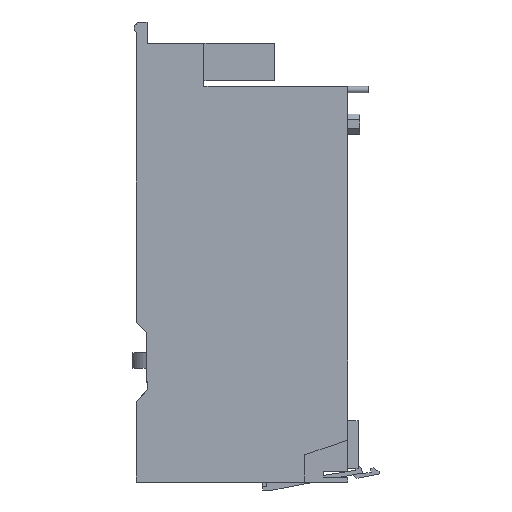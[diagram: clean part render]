
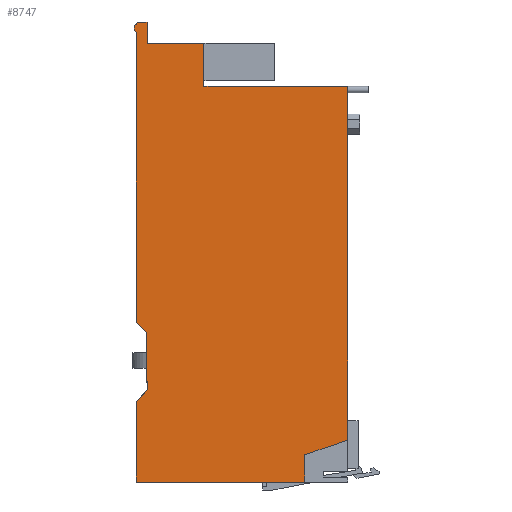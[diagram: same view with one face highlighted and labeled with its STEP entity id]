
A CAD part, left-side view. The second image highlights one B-rep face of the part: STEP entity #8747.
In plain terms, the highlighted planar face has unit normal (-1, 0, 0).
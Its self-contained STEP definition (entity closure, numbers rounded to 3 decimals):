
#74 = EDGE_CURVE ( 'NONE', #5843, #7787, #4047, .T. ) ;
#161 = ORIENTED_EDGE ( 'NONE', *, *, #8997, .F. ) ;
#468 = PLANE ( 'NONE',  #3029 ) ;
#702 = VERTEX_POINT ( 'NONE', #8041 ) ;
#745 = EDGE_CURVE ( 'NONE', #3006, #5678, #5154, .T. ) ;
#780 = VECTOR ( 'NONE', #5287, 1000. ) ;
#951 = EDGE_CURVE ( 'NONE', #8692, #5783, #2273, .T. ) ;
#1369 = VECTOR ( 'NONE', #7585, 1000. ) ;
#2109 = CARTESIAN_POINT ( 'NONE',  ( 324.962, -183.4, 161. ) ) ;
#2169 = ORIENTED_EDGE ( 'NONE', *, *, #951, .F. ) ;
#2206 = CARTESIAN_POINT ( 'NONE',  ( 324.962, 71.4, 99.7 ) ) ;
#2244 = CARTESIAN_POINT ( 'NONE',  ( 324.962, 66., 143.699 ) ) ;
#2273 = LINE ( 'NONE', #3639, #6672 ) ;
#2277 = DIRECTION ( 'NONE',  ( 0., 0.707, -0.707 ) ) ;
#2444 = DIRECTION ( 'NONE',  ( -1., 0., 0. ) ) ;
#2486 = CARTESIAN_POINT ( 'NONE',  ( 324.962, 69.2, 316.45 ) ) ;
#2490 = CARTESIAN_POINT ( 'NONE',  ( 324.962, 66.2, 309.3 ) ) ;
#2579 = VECTOR ( 'NONE', #6225, 1000. ) ;
#2793 = CARTESIAN_POINT ( 'NONE',  ( 324.962, 69.2, 319.45 ) ) ;
#2841 = VECTOR ( 'NONE', #9881, 1000. ) ;
#3006 = VERTEX_POINT ( 'NONE', #2793 ) ;
#3025 = EDGE_CURVE ( 'NONE', #8423, #3277, #3776, .T. ) ;
#3029 = AXIS2_PLACEMENT_3D ( 'NONE', #2109, #3767, #9524 ) ;
#3276 = VERTEX_POINT ( 'NONE', #4845 ) ;
#3277 = VERTEX_POINT ( 'NONE', #10594 ) ;
#3302 = CARTESIAN_POINT ( 'NONE',  ( 324.962, -9.1, 99.7 ) ) ;
#3335 = DIRECTION ( 'NONE',  ( 0., 0., 1. ) ) ;
#3360 = EDGE_CURVE ( 'NONE', #3277, #3006, #6347, .T. ) ;
#3487 = LINE ( 'NONE', #5525, #10047 ) ;
#3521 = VECTOR ( 'NONE', #6126, 1000. ) ;
#3547 = LINE ( 'NONE', #9191, #1369 ) ;
#3639 = CARTESIAN_POINT ( 'NONE',  ( 324.962, -29.605, 288.7 ) ) ;
#3671 = VERTEX_POINT ( 'NONE', #6219 ) ;
#3680 = CARTESIAN_POINT ( 'NONE',  ( 324.962, -29.605, 288.7 ) ) ;
#3751 = LINE ( 'NONE', #2206, #5943 ) ;
#3767 = DIRECTION ( 'NONE',  ( 1., 0., 0. ) ) ;
#3776 = LINE ( 'NONE', #10204, #3521 ) ;
#3837 = AXIS2_PLACEMENT_3D ( 'NONE', #7399, #2444, #8220 ) ;
#3845 = DIRECTION ( 'NONE',  ( 0., 0., -1. ) ) ;
#3872 = VECTOR ( 'NONE', #5072, 1000. ) ;
#4047 = LINE ( 'NONE', #4220, #8168 ) ;
#4220 = CARTESIAN_POINT ( 'NONE',  ( 324.962, 71.4, 99.7 ) ) ;
#4223 = CARTESIAN_POINT ( 'NONE',  ( 324.962, -39.7, 288.7 ) ) ;
#4292 = AXIS2_PLACEMENT_3D ( 'NONE', #2486, #8265, #3335 ) ;
#4556 = CARTESIAN_POINT ( 'NONE',  ( 324.962, 66.2, 309.3 ) ) ;
#4779 = LINE ( 'NONE', #4556, #2579 ) ;
#4845 = CARTESIAN_POINT ( 'NONE',  ( 324.962, 38.995, 288.7 ) ) ;
#4993 = VECTOR ( 'NONE', #3845, 1000. ) ;
#5023 = DIRECTION ( 'NONE',  ( 0., 0., -1. ) ) ;
#5040 = LINE ( 'NONE', #8243, #2841 ) ;
#5072 = DIRECTION ( 'NONE',  ( 0., -1., 0. ) ) ;
#5154 = LINE ( 'NONE', #7184, #780 ) ;
#5287 = DIRECTION ( 'NONE',  ( 0., -1., 0. ) ) ;
#5322 = EDGE_CURVE ( 'NONE', #5678, #7390, #7181, .T. ) ;
#5525 = CARTESIAN_POINT ( 'NONE',  ( 324.962, 66.394, 171.139 ) ) ;
#5678 = VERTEX_POINT ( 'NONE', #7881 ) ;
#5700 = CARTESIAN_POINT ( 'NONE',  ( 324.962, 71.3, 176.045 ) ) ;
#5748 = CIRCLE ( 'NONE', #3837, 250. ) ;
#5783 = VERTEX_POINT ( 'NONE', #10479 ) ;
#5843 = VERTEX_POINT ( 'NONE', #10589 ) ;
#5886 = DIRECTION ( 'NONE',  ( 0., 0., 1. ) ) ;
#5943 = VECTOR ( 'NONE', #7975, 1000. ) ;
#6040 = VECTOR ( 'NONE', #5886, 1000. ) ;
#6057 = EDGE_CURVE ( 'NONE', #6346, #7988, #3547, .T. ) ;
#6126 = DIRECTION ( 'NONE',  ( 0., 0., 1. ) ) ;
#6219 = CARTESIAN_POINT ( 'NONE',  ( 324.962, 66., 143.699 ) ) ;
#6225 = DIRECTION ( 'NONE',  ( 0., -1., 0. ) ) ;
#6288 = VECTOR ( 'NONE', #2277, 1000. ) ;
#6337 = EDGE_LOOP ( 'NONE', ( #7981, #8051, #9545, #7767, #6502, #2169, #161, #6487, #6409, #8348, #9803, #9944, #7613, #9485, #9393 ) ) ;
#6346 = VERTEX_POINT ( 'NONE', #7864 ) ;
#6347 = CIRCLE ( 'NONE', #4292, 3. ) ;
#6409 = ORIENTED_EDGE ( 'NONE', *, *, #8729, .F. ) ;
#6446 = EDGE_CURVE ( 'NONE', #8423, #8255, #3487, .T. ) ;
#6487 = ORIENTED_EDGE ( 'NONE', *, *, #7455, .T. ) ;
#6502 = ORIENTED_EDGE ( 'NONE', *, *, #6614, .F. ) ;
#6614 = EDGE_CURVE ( 'NONE', #5783, #6346, #5040, .T. ) ;
#6672 = VECTOR ( 'NONE', #8995, 1000. ) ;
#7130 = CARTESIAN_POINT ( 'NONE',  ( 324.962, 66.2, 319.45 ) ) ;
#7168 = DIRECTION ( 'NONE',  ( 0., -0.707, -0.707 ) ) ;
#7181 = LINE ( 'NONE', #7130, #4993 ) ;
#7184 = CARTESIAN_POINT ( 'NONE',  ( 324.962, 66.2, 319.45 ) ) ;
#7390 = VERTEX_POINT ( 'NONE', #2490 ) ;
#7399 = CARTESIAN_POINT ( 'NONE',  ( 324.962, -183.4, 161. ) ) ;
#7455 = EDGE_CURVE ( 'NONE', #3276, #702, #8215, .T. ) ;
#7585 = DIRECTION ( 'NONE',  ( 0., 0., -1. ) ) ;
#7613 = ORIENTED_EDGE ( 'NONE', *, *, #3025, .F. ) ;
#7767 = ORIENTED_EDGE ( 'NONE', *, *, #6057, .F. ) ;
#7787 = VERTEX_POINT ( 'NONE', #8785 ) ;
#7864 = CARTESIAN_POINT ( 'NONE',  ( 324.962, -9.1, 112.7 ) ) ;
#7881 = CARTESIAN_POINT ( 'NONE',  ( 324.962, 66.2, 319.45 ) ) ;
#7975 = DIRECTION ( 'NONE',  ( 0., -1., 0. ) ) ;
#7979 = EDGE_CURVE ( 'NONE', #8255, #3671, #5748, .T. ) ;
#7981 = ORIENTED_EDGE ( 'NONE', *, *, #10452, .T. ) ;
#7988 = VERTEX_POINT ( 'NONE', #3302 ) ;
#8041 = CARTESIAN_POINT ( 'NONE',  ( 324.962, 38.995, 309.3 ) ) ;
#8051 = ORIENTED_EDGE ( 'NONE', *, *, #74, .T. ) ;
#8168 = VECTOR ( 'NONE', #5023, 1000. ) ;
#8215 = LINE ( 'NONE', #8341, #6040 ) ;
#8220 = DIRECTION ( 'NONE',  ( 0., 0., -1. ) ) ;
#8243 = CARTESIAN_POINT ( 'NONE',  ( 324.962, -29.6, 119.7 ) ) ;
#8255 = VERTEX_POINT ( 'NONE', #10399 ) ;
#8265 = DIRECTION ( 'NONE',  ( 1., 0., 0. ) ) ;
#8341 = CARTESIAN_POINT ( 'NONE',  ( 324.962, 38.995, 288.7 ) ) ;
#8348 = ORIENTED_EDGE ( 'NONE', *, *, #5322, .F. ) ;
#8423 = VERTEX_POINT ( 'NONE', #5700 ) ;
#8471 = LINE ( 'NONE', #2244, #6288 ) ;
#8692 = VERTEX_POINT ( 'NONE', #3680 ) ;
#8729 = EDGE_CURVE ( 'NONE', #7390, #702, #4779, .T. ) ;
#8747 = ADVANCED_FACE ( 'NONE', ( #9163 ), #468, .F. ) ;
#8785 = CARTESIAN_POINT ( 'NONE',  ( 324.962, 71.4, 99.7 ) ) ;
#8832 = EDGE_CURVE ( 'NONE', #7787, #7988, #3751, .T. ) ;
#8995 = DIRECTION ( 'NONE',  ( 0., 0., -1. ) ) ;
#8997 = EDGE_CURVE ( 'NONE', #3276, #8692, #10173, .T. ) ;
#9163 = FACE_OUTER_BOUND ( 'NONE', #6337, .T. ) ;
#9191 = CARTESIAN_POINT ( 'NONE',  ( 324.962, -9.1, 99.8 ) ) ;
#9393 = ORIENTED_EDGE ( 'NONE', *, *, #7979, .T. ) ;
#9485 = ORIENTED_EDGE ( 'NONE', *, *, #6446, .T. ) ;
#9524 = DIRECTION ( 'NONE',  ( 0., 0., -1. ) ) ;
#9545 = ORIENTED_EDGE ( 'NONE', *, *, #8832, .T. ) ;
#9803 = ORIENTED_EDGE ( 'NONE', *, *, #745, .F. ) ;
#9881 = DIRECTION ( 'NONE',  ( 0., 0.946, -0.323 ) ) ;
#9944 = ORIENTED_EDGE ( 'NONE', *, *, #3360, .F. ) ;
#10047 = VECTOR ( 'NONE', #7168, 1000. ) ;
#10173 = LINE ( 'NONE', #4223, #3872 ) ;
#10204 = CARTESIAN_POINT ( 'NONE',  ( 324.962, 71.3, 314.308 ) ) ;
#10399 = CARTESIAN_POINT ( 'NONE',  ( 324.962, 66.394, 171.139 ) ) ;
#10452 = EDGE_CURVE ( 'NONE', #3671, #5843, #8471, .T. ) ;
#10479 = CARTESIAN_POINT ( 'NONE',  ( 324.962, -29.603, 119.7 ) ) ;
#10589 = CARTESIAN_POINT ( 'NONE',  ( 324.962, 71.4, 138.3 ) ) ;
#10594 = CARTESIAN_POINT ( 'NONE',  ( 324.962, 71.3, 314.308 ) ) ;
